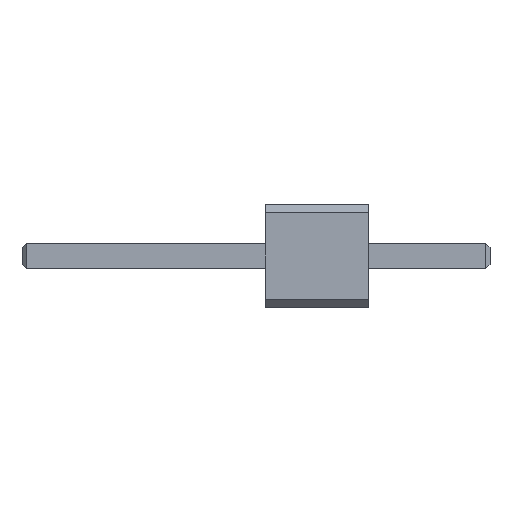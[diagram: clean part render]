
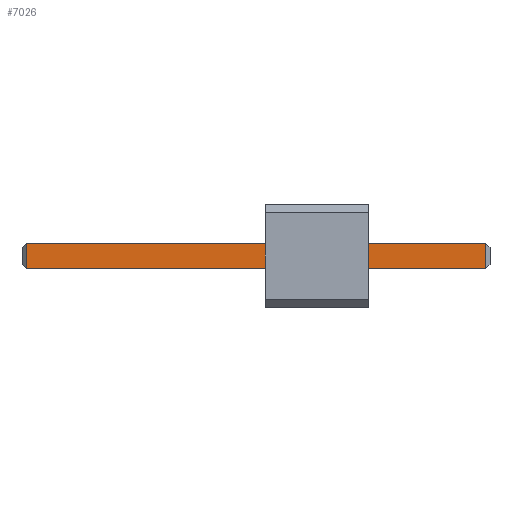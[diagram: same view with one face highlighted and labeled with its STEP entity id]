
A CAD part, left-side view. The second image highlights one B-rep face of the part: STEP entity #7026.
In plain terms, the highlighted planar face has unit normal (-1, 0, 0).
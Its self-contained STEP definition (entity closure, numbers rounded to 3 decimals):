
#353 = CARTESIAN_POINT ( 'NONE',  ( 0.95, 8.44, -1.59 ) ) ;
#474 = VECTOR ( 'NONE', #5455, 1000. ) ;
#857 = CARTESIAN_POINT ( 'NONE',  ( 0.95, -3., -1.59 ) ) ;
#874 = CARTESIAN_POINT ( 'NONE',  ( 0.95, 8.44, -0.95 ) ) ;
#1173 = VERTEX_POINT ( 'NONE', #353 ) ;
#1355 = DIRECTION ( 'NONE',  ( 0., 1., 0. ) ) ;
#1613 = CARTESIAN_POINT ( 'NONE',  ( 0.95, -3., -1.59 ) ) ;
#1781 = CARTESIAN_POINT ( 'NONE',  ( 0.95, -2.9, -0.95 ) ) ;
#1794 = VERTEX_POINT ( 'NONE', #4928 ) ;
#1986 = ORIENTED_EDGE ( 'NONE', *, *, #4860, .T. ) ;
#2114 = VECTOR ( 'NONE', #7044, 1000. ) ;
#2319 = EDGE_LOOP ( 'NONE', ( #5917, #2472, #1986, #6547 ) ) ;
#2455 = LINE ( 'NONE', #1781, #474 ) ;
#2472 = ORIENTED_EDGE ( 'NONE', *, *, #6472, .T. ) ;
#2546 = EDGE_CURVE ( 'NONE', #4875, #1173, #5780, .T. ) ;
#3053 = EDGE_CURVE ( 'NONE', #1794, #1173, #7857, .T. ) ;
#3307 = DIRECTION ( 'NONE',  ( 0., 0., 1. ) ) ;
#3549 = VERTEX_POINT ( 'NONE', #4399 ) ;
#3710 = VECTOR ( 'NONE', #1355, 1000. ) ;
#4299 = AXIS2_PLACEMENT_3D ( 'NONE', #857, #4524, #3307 ) ;
#4399 = CARTESIAN_POINT ( 'NONE',  ( 0.95, -2.9, -0.95 ) ) ;
#4524 = DIRECTION ( 'NONE',  ( -1., 0., 0. ) ) ;
#4860 = EDGE_CURVE ( 'NONE', #3549, #4875, #5227, .T. ) ;
#4875 = VERTEX_POINT ( 'NONE', #874 ) ;
#4928 = CARTESIAN_POINT ( 'NONE',  ( 0.95, -2.9, -1.59 ) ) ;
#5128 = CARTESIAN_POINT ( 'NONE',  ( 0.95, 8.44, -1.59 ) ) ;
#5227 = LINE ( 'NONE', #7055, #3710 ) ;
#5455 = DIRECTION ( 'NONE',  ( 0., 0., 1. ) ) ;
#5780 = LINE ( 'NONE', #5128, #2114 ) ;
#5917 = ORIENTED_EDGE ( 'NONE', *, *, #3053, .F. ) ;
#6472 = EDGE_CURVE ( 'NONE', #1794, #3549, #2455, .T. ) ;
#6547 = ORIENTED_EDGE ( 'NONE', *, *, #2546, .T. ) ;
#7026 = ADVANCED_FACE ( 'NONE', ( #7721 ), #7045, .T. ) ;
#7044 = DIRECTION ( 'NONE',  ( 0., 0., -1. ) ) ;
#7045 = PLANE ( 'NONE',  #4299 ) ;
#7055 = CARTESIAN_POINT ( 'NONE',  ( 0.95, -3., -0.95 ) ) ;
#7181 = VECTOR ( 'NONE', #7974, 1000. ) ;
#7721 = FACE_OUTER_BOUND ( 'NONE', #2319, .T. ) ;
#7857 = LINE ( 'NONE', #1613, #7181 ) ;
#7974 = DIRECTION ( 'NONE',  ( 0., 1., 0. ) ) ;
